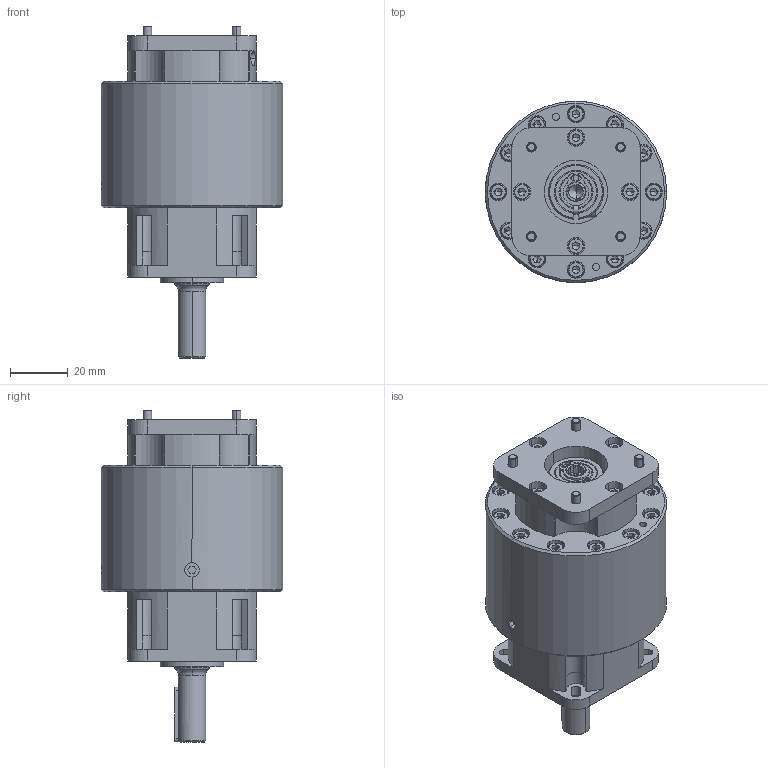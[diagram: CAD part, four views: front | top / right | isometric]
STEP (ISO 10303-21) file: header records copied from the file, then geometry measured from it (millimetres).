
FILE_DESCRIPTION (( 'STEP AP203' ), '1' );
FILE_NAME ('HPGCN17-1005M.step', '2021-04-21T19:17:36', ( '' ), ( '' ), 'SwSTEP 2.0', 'SolidWorks 2021', '' );
FILE_SCHEMA (( 'CONFIG_CONTROL_DESIGN' ));
Length unit declared in the file: inch
Products named in the file (1): HPGCN17-1005M
Bounding box: 63 x 63 x 115.27 mm (x, y, z)
Volume: 199689.3 mm3; surface area: 34063.5 mm2
Topology: 29 solids, 29 shells, 1223 faces, 3122 edges, 1968 vertices
Faces by surface type: plane 601, cylinder 386, cone 184, torus 42, bspline 10
Entity records: 38119 total; most frequent: CARTESIAN_POINT 7776, DIRECTION 6749, ORIENTED_EDGE 6096, EDGE_CURVE 3048, AXIS2_PLACEMENT_3D 2596, VERTEX_POINT 1968, VECTOR 1557, LINE 1557
